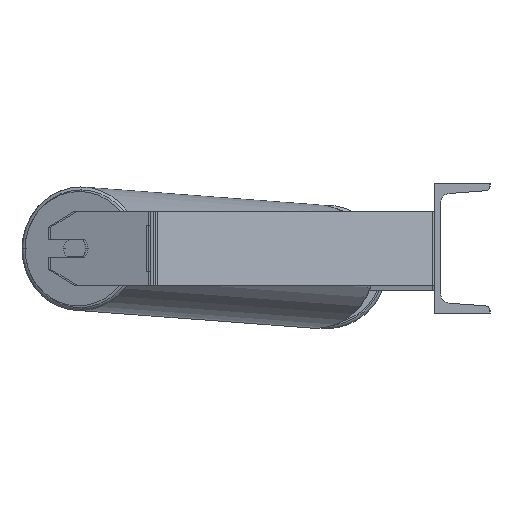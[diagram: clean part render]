
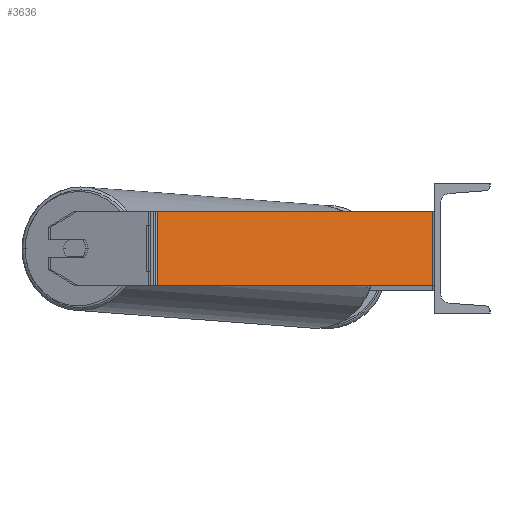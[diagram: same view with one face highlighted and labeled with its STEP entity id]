
A CAD part, left-side view. The second image highlights one B-rep face of the part: STEP entity #3636.
In plain terms, the highlighted planar face has unit normal (-0.966, -0.259, 0).
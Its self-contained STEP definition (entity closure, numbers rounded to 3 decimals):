
#22 = VECTOR ( 'NONE', #7856, 1000. ) ;
#29 = DIRECTION ( 'NONE',  ( 0.259, -0.966, 0. ) ) ;
#196 = ORIENTED_EDGE ( 'NONE', *, *, #5866, .T. ) ;
#303 = CARTESIAN_POINT ( 'NONE',  ( -1085., 0., 40. ) ) ;
#475 = VERTEX_POINT ( 'NONE', #7983 ) ;
#698 = LINE ( 'NONE', #8287, #6381 ) ;
#1063 = VERTEX_POINT ( 'NONE', #303 ) ;
#1215 = DIRECTION ( 'NONE',  ( 0., 0., -1. ) ) ;
#1948 = VECTOR ( 'NONE', #6936, 1000. ) ;
#2193 = VERTEX_POINT ( 'NONE', #2640 ) ;
#2253 = LINE ( 'NONE', #7903, #22 ) ;
#2640 = CARTESIAN_POINT ( 'NONE',  ( -1164.808, 297.848, -40. ) ) ;
#2843 = CARTESIAN_POINT ( 'NONE',  ( -1166.114, 302.721, -40. ) ) ;
#3154 = VERTEX_POINT ( 'NONE', #3351 ) ;
#3351 = CARTESIAN_POINT ( 'NONE',  ( -1164.808, 297.848, 40. ) ) ;
#3400 = LINE ( 'NONE', #7734, #1948 ) ;
#3636 = ADVANCED_FACE ( 'NONE', ( #5463 ), #4223, .F. ) ;
#4029 = EDGE_LOOP ( 'NONE', ( #196, #4107, #4801, #6178 ) ) ;
#4107 = ORIENTED_EDGE ( 'NONE', *, *, #7157, .F. ) ;
#4223 = PLANE ( 'NONE',  #6463 ) ;
#4801 = ORIENTED_EDGE ( 'NONE', *, *, #6217, .F. ) ;
#5231 = EDGE_CURVE ( 'NONE', #3154, #2193, #3400, .T. ) ;
#5463 = FACE_OUTER_BOUND ( 'NONE', #4029, .T. ) ;
#5595 = LINE ( 'NONE', #2843, #9016 ) ;
#5649 = DIRECTION ( 'NONE',  ( 0.966, 0.259, 0. ) ) ;
#5866 = EDGE_CURVE ( 'NONE', #2193, #475, #5595, .T. ) ;
#6178 = ORIENTED_EDGE ( 'NONE', *, *, #5231, .T. ) ;
#6217 = EDGE_CURVE ( 'NONE', #3154, #1063, #2253, .T. ) ;
#6224 = DIRECTION ( 'NONE',  ( -0.259, 0.966, 0. ) ) ;
#6381 = VECTOR ( 'NONE', #1215, 1000. ) ;
#6463 = AXIS2_PLACEMENT_3D ( 'NONE', #7018, #5649, #6224 ) ;
#6936 = DIRECTION ( 'NONE',  ( 0., 0., -1. ) ) ;
#7018 = CARTESIAN_POINT ( 'NONE',  ( -1166.114, 302.721, 40. ) ) ;
#7157 = EDGE_CURVE ( 'NONE', #1063, #475, #698, .T. ) ;
#7734 = CARTESIAN_POINT ( 'NONE',  ( -1164.808, 297.848, 40. ) ) ;
#7856 = DIRECTION ( 'NONE',  ( 0.259, -0.966, 0. ) ) ;
#7903 = CARTESIAN_POINT ( 'NONE',  ( -1166.114, 302.721, 40. ) ) ;
#7983 = CARTESIAN_POINT ( 'NONE',  ( -1085., 0., -40. ) ) ;
#8287 = CARTESIAN_POINT ( 'NONE',  ( -1085., 0., 40. ) ) ;
#9016 = VECTOR ( 'NONE', #29, 1000. ) ;
